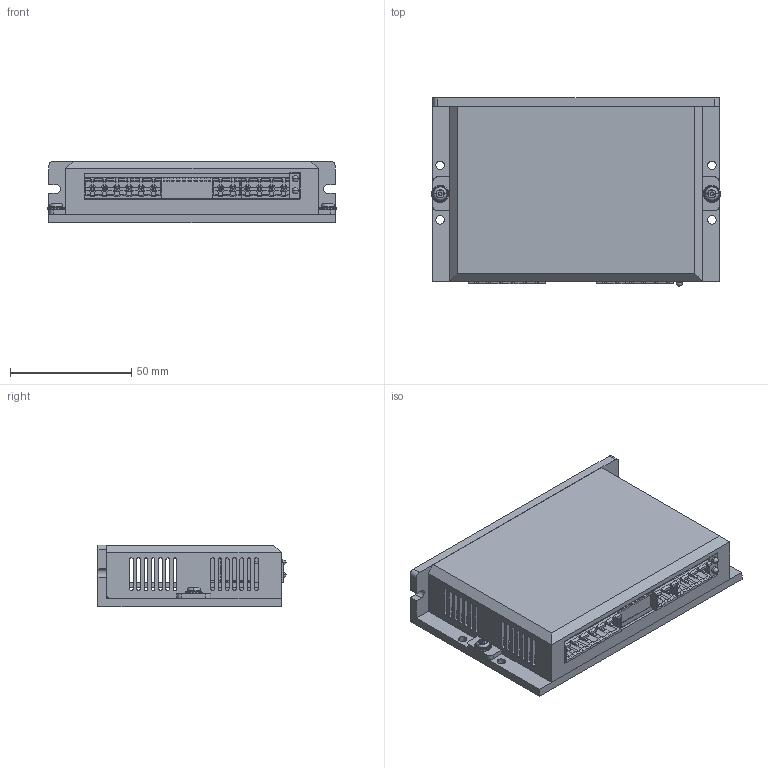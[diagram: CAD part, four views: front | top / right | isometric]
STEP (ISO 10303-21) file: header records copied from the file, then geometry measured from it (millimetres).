
FILE_DESCRIPTION (( 'STEP AP214' ), '1' );
FILE_NAME ('DM542E_3D.STEP', '2019-08-19T14:02:21', ( '' ), ( '' ), 'SwSTEP 2.0', 'SolidWorks 2017', '' );
FILE_SCHEMA (( 'AUTOMOTIVE_DESIGN' ));
Length unit declared in the file: inch
Products named in the file (1): DM542E_3D
Bounding box: 119 x 77.5 x 25.5 mm (x, y, z)
Volume: 78388 mm3; surface area: 69405.4 mm2
Topology: 10 solids, 10 shells, 1394 faces, 3832 edges, 2482 vertices
Faces by surface type: plane 1045, cylinder 287, cone 38, torus 16, sphere 4, bspline 4
Entity records: 53138 total; most frequent: CARTESIAN_POINT 15928, ORIENTED_EDGE 7656, DIRECTION 6846, EDGE_CURVE 3828, LINE 3046, VECTOR 3046, VERTEX_POINT 2482, AXIS2_PLACEMENT_3D 1900
